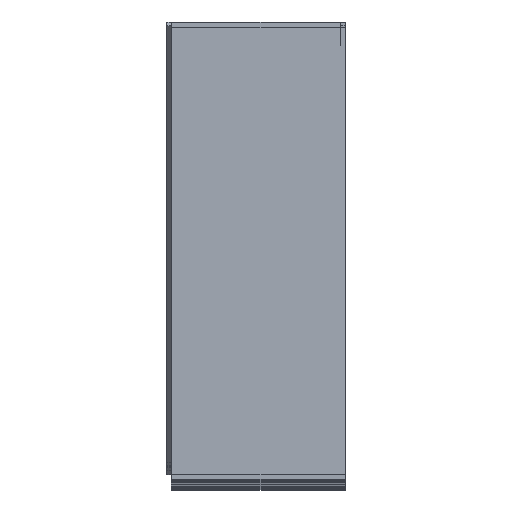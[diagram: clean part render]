
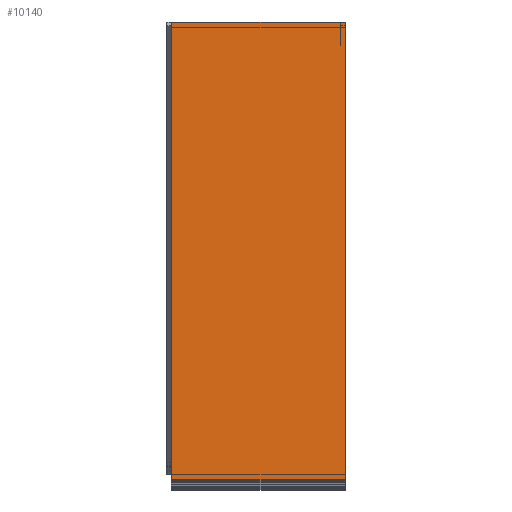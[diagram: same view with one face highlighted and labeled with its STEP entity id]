
A CAD part, top view. The second image highlights one B-rep face of the part: STEP entity #10140.
In plain terms, the highlighted planar face has unit normal (0, 0.022, 1).
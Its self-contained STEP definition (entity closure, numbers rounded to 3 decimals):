
#2 = CARTESIAN_POINT ( 'NONE',  ( 72., -198.383, 133.637 ) ) ;
#363 = EDGE_CURVE ( 'NONE', #3484, #6122, #4492, .T. ) ;
#629 = CARTESIAN_POINT ( 'NONE',  ( 72., -290.36, 135.681 ) ) ;
#800 = ORIENTED_EDGE ( 'NONE', *, *, #7014, .F. ) ;
#1441 = AXIS2_PLACEMENT_3D ( 'NONE', #10184, #6184, #2236 ) ;
#1470 = CARTESIAN_POINT ( 'NONE',  ( 72., -290.36, 135.681 ) ) ;
#1649 = LINE ( 'NONE', #2, #2996 ) ;
#1853 = CARTESIAN_POINT ( 'NONE',  ( 37., -290.36, 135.681 ) ) ;
#1967 = VECTOR ( 'NONE', #10318, 1000. ) ;
#2236 = DIRECTION ( 'NONE',  ( 1., 0., 0. ) ) ;
#2996 = VECTOR ( 'NONE', #6636, 1000. ) ;
#3023 = PLANE ( 'NONE',  #1441 ) ;
#3385 = EDGE_CURVE ( 'NONE', #8107, #6122, #1649, .T. ) ;
#3484 = VERTEX_POINT ( 'NONE', #1853 ) ;
#3805 = FACE_OUTER_BOUND ( 'NONE', #9105, .T. ) ;
#4392 = CARTESIAN_POINT ( 'NONE',  ( 37., -290.36, 135.681 ) ) ;
#4492 = LINE ( 'NONE', #4392, #9578 ) ;
#4696 = CARTESIAN_POINT ( 'NONE',  ( 72., -198.383, 133.637 ) ) ;
#4822 = VERTEX_POINT ( 'NONE', #629 ) ;
#4996 = VECTOR ( 'NONE', #8065, 1000. ) ;
#6084 = ORIENTED_EDGE ( 'NONE', *, *, #9453, .T. ) ;
#6122 = VERTEX_POINT ( 'NONE', #7367 ) ;
#6184 = DIRECTION ( 'NONE',  ( 0., 0.022, 1. ) ) ;
#6308 = CARTESIAN_POINT ( 'NONE',  ( 72., -290.36, 135.681 ) ) ;
#6636 = DIRECTION ( 'NONE',  ( -1., 0., 0. ) ) ;
#6962 = ORIENTED_EDGE ( 'NONE', *, *, #3385, .T. ) ;
#7014 = EDGE_CURVE ( 'NONE', #4822, #3484, #8008, .T. ) ;
#7094 = LINE ( 'NONE', #1470, #1967 ) ;
#7367 = CARTESIAN_POINT ( 'NONE',  ( 37., -198.383, 133.637 ) ) ;
#7802 = DIRECTION ( 'NONE',  ( 0., 1., -0.022 ) ) ;
#8008 = LINE ( 'NONE', #6308, #4996 ) ;
#8065 = DIRECTION ( 'NONE',  ( -1., 0., 0. ) ) ;
#8107 = VERTEX_POINT ( 'NONE', #4696 ) ;
#9020 = ORIENTED_EDGE ( 'NONE', *, *, #363, .F. ) ;
#9105 = EDGE_LOOP ( 'NONE', ( #6962, #9020, #800, #6084 ) ) ;
#9453 = EDGE_CURVE ( 'NONE', #4822, #8107, #7094, .T. ) ;
#9578 = VECTOR ( 'NONE', #7802, 1000. ) ;
#10140 = ADVANCED_FACE ( 'NONE', ( #3805 ), #3023, .T. ) ;
#10184 = CARTESIAN_POINT ( 'NONE',  ( 54.5, -290.36, 135.681 ) ) ;
#10318 = DIRECTION ( 'NONE',  ( 0., 1., -0.022 ) ) ;
